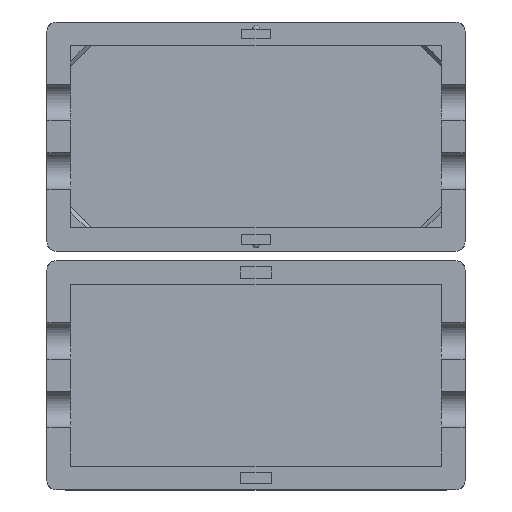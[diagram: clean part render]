
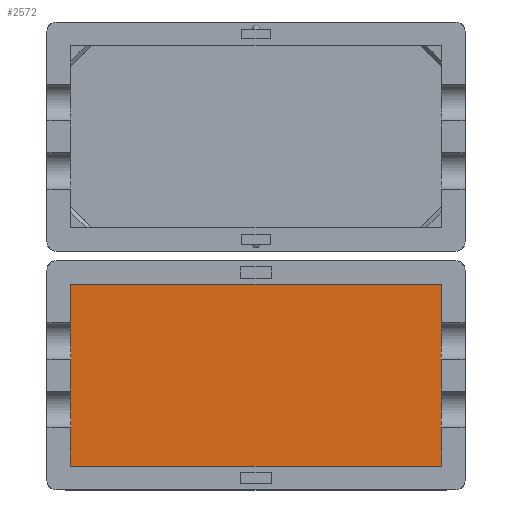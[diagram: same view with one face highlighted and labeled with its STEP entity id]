
A CAD part, top view. The second image highlights one B-rep face of the part: STEP entity #2572.
In plain terms, the highlighted planar face has unit normal (0, 0, 1).
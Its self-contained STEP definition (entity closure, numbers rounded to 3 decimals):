
#83=LINE('',#4626,#299);
#89=LINE('',#4641,#305);
#94=LINE('',#4655,#310);
#95=LINE('',#4657,#311);
#299=VECTOR('',#3066,10.);
#305=VECTOR('',#3078,10.);
#310=VECTOR('',#3089,10.);
#311=VECTOR('',#3092,10.);
#502=PLANE('',#2755);
#600=FACE_OUTER_BOUND('',#754,.T.);
#754=EDGE_LOOP('',(#1853,#1854,#1855,#1856));
#1127=VERTEX_POINT('',#4623);
#1128=VERTEX_POINT('',#4625);
#1134=VERTEX_POINT('',#4639);
#1140=VERTEX_POINT('',#4653);
#1407=EDGE_CURVE('',#1127,#1128,#83,.T.);
#1415=EDGE_CURVE('',#1134,#1127,#89,.T.);
#1422=EDGE_CURVE('',#1140,#1134,#94,.T.);
#1423=EDGE_CURVE('',#1128,#1140,#95,.T.);
#1853=ORIENTED_EDGE('',*,*,#1407,.F.);
#1854=ORIENTED_EDGE('',*,*,#1415,.F.);
#1855=ORIENTED_EDGE('',*,*,#1422,.F.);
#1856=ORIENTED_EDGE('',*,*,#1423,.F.);
#2572=ADVANCED_FACE('',(#600),#502,.T.);
#2755=AXIS2_PLACEMENT_3D('',#4656,#3090,#3091);
#3066=DIRECTION('',(0.,-1.,0.));
#3078=DIRECTION('',(1.,0.,0.));
#3089=DIRECTION('',(0.,1.,0.));
#3090=DIRECTION('center_axis',(0.,0.,1.));
#3091=DIRECTION('ref_axis',(-1.,0.,0.));
#3092=DIRECTION('',(-1.,0.,0.));
#4623=CARTESIAN_POINT('',(-25.425,-21.413,-5.263));
#4625=CARTESIAN_POINT('',(-25.425,-40.613,-5.263));
#4626=CARTESIAN_POINT('',(-25.425,-35.813,-5.263));
#4639=CARTESIAN_POINT('',(-64.575,-21.413,-5.263));
#4641=CARTESIAN_POINT('',(-35.213,-21.413,-5.263));
#4653=CARTESIAN_POINT('',(-64.575,-40.613,-5.263));
#4655=CARTESIAN_POINT('',(-64.575,-26.213,-5.263));
#4656=CARTESIAN_POINT('Origin',(-45.,-31.013,-5.263));
#4657=CARTESIAN_POINT('',(-54.788,-40.613,-5.263));
